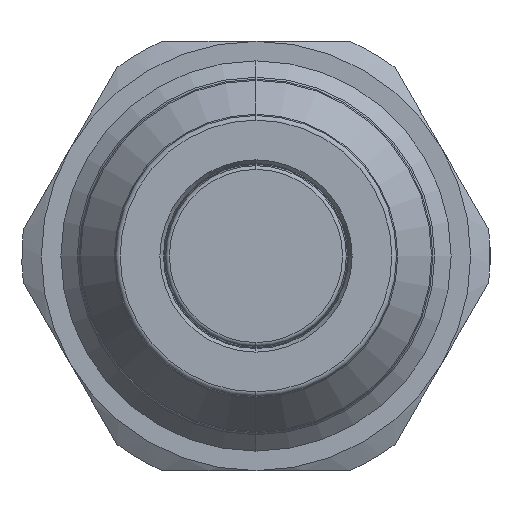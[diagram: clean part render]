
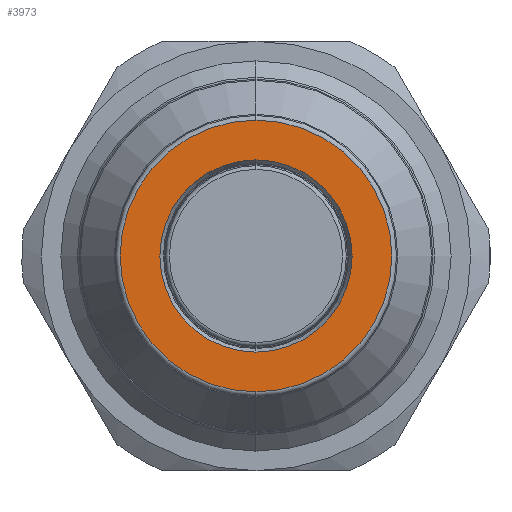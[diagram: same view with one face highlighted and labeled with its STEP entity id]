
A CAD part, left-side view. The second image highlights one B-rep face of the part: STEP entity #3973.
In plain terms, the highlighted planar face has unit normal (-1, 0, 0).
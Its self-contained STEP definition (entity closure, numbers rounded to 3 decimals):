
#138 = PLANE ( 'NONE',  #717 ) ;
#139 = CARTESIAN_POINT ( 'NONE',  ( 0., 12.312, 0. ) ) ;
#140 = DIRECTION ( 'NONE',  ( -1., 0., 0. ) ) ;
#141 = DIRECTION ( 'NONE',  ( 0., 0., 1. ) ) ;
#261 = VERTEX_POINT ( 'NONE', #3569 ) ;
#262 = VERTEX_POINT ( 'NONE', #3570 ) ;
#268 = VERTEX_POINT ( 'NONE', #3576 ) ;
#396 = EDGE_LOOP ( 'NONE', ( #845, #854 ) ) ;
#397 = EDGE_LOOP ( 'NONE', ( #4236, #2005 ) ) ;
#550 = AXIS2_PLACEMENT_3D ( 'NONE', #910, #911, #912 ) ;
#551 = AXIS2_PLACEMENT_3D ( 'NONE', #913, #914, #915 ) ;
#678 = AXIS2_PLACEMENT_3D ( 'NONE', #3347, #3348, #3349 ) ;
#717 = AXIS2_PLACEMENT_3D ( 'NONE', #139, #140, #141 ) ;
#845 = ORIENTED_EDGE ( 'NONE', *, *, #1067, .T. ) ;
#854 = ORIENTED_EDGE ( 'NONE', *, *, #1911, .T. ) ;
#910 = CARTESIAN_POINT ( 'NONE',  ( 0., 0., 0. ) ) ;
#911 = DIRECTION ( 'NONE',  ( -1., 0., 0. ) ) ;
#912 = DIRECTION ( 'NONE',  ( 0., 0., 1. ) ) ;
#913 = CARTESIAN_POINT ( 'NONE',  ( 0., 0., 0. ) ) ;
#914 = DIRECTION ( 'NONE',  ( -1., 0., 0. ) ) ;
#915 = DIRECTION ( 'NONE',  ( 0., 0., 1. ) ) ;
#1067 = EDGE_CURVE ( 'NONE', #268, #2915, #4148, .T. ) ;
#1801 = AXIS2_PLACEMENT_3D ( 'NONE', #3509, #3510, #3511 ) ;
#1911 = EDGE_CURVE ( 'NONE', #2915, #268, #4293, .T. ) ;
#1912 = EDGE_CURVE ( 'NONE', #262, #261, #4294, .T. ) ;
#2005 = ORIENTED_EDGE ( 'NONE', *, *, #2746, .F. ) ;
#2151 = FACE_OUTER_BOUND ( 'NONE', #396, .T. ) ;
#2152 = FACE_BOUND ( 'NONE', #397, .T. ) ;
#2746 = EDGE_CURVE ( 'NONE', #261, #262, #3280, .T. ) ;
#2915 = VERTEX_POINT ( 'NONE', #3413 ) ;
#3280 = CIRCLE ( 'NONE', #678, 12.312 ) ;
#3347 = CARTESIAN_POINT ( 'NONE',  ( 0., 0., 0. ) ) ;
#3348 = DIRECTION ( 'NONE',  ( -1., 0., 0. ) ) ;
#3349 = DIRECTION ( 'NONE',  ( 0., 0., 1. ) ) ;
#3413 = CARTESIAN_POINT ( 'NONE',  ( 0., 0., -17.4 ) ) ;
#3509 = CARTESIAN_POINT ( 'NONE',  ( 0., 0., 0. ) ) ;
#3510 = DIRECTION ( 'NONE',  ( -1., 0., 0. ) ) ;
#3511 = DIRECTION ( 'NONE',  ( 0., 0., 1. ) ) ;
#3569 = CARTESIAN_POINT ( 'NONE',  ( 0., 0., -12.312 ) ) ;
#3570 = CARTESIAN_POINT ( 'NONE',  ( 0., 0., 12.312 ) ) ;
#3576 = CARTESIAN_POINT ( 'NONE',  ( 0., 0., 17.4 ) ) ;
#3973 = ADVANCED_FACE ( 'NONE', ( #2151, #2152 ), #138, .T. ) ;
#4148 = CIRCLE ( 'NONE', #1801, 17.4 ) ;
#4236 = ORIENTED_EDGE ( 'NONE', *, *, #1912, .F. ) ;
#4293 = CIRCLE ( 'NONE', #550, 17.4 ) ;
#4294 = CIRCLE ( 'NONE', #551, 12.312 ) ;
